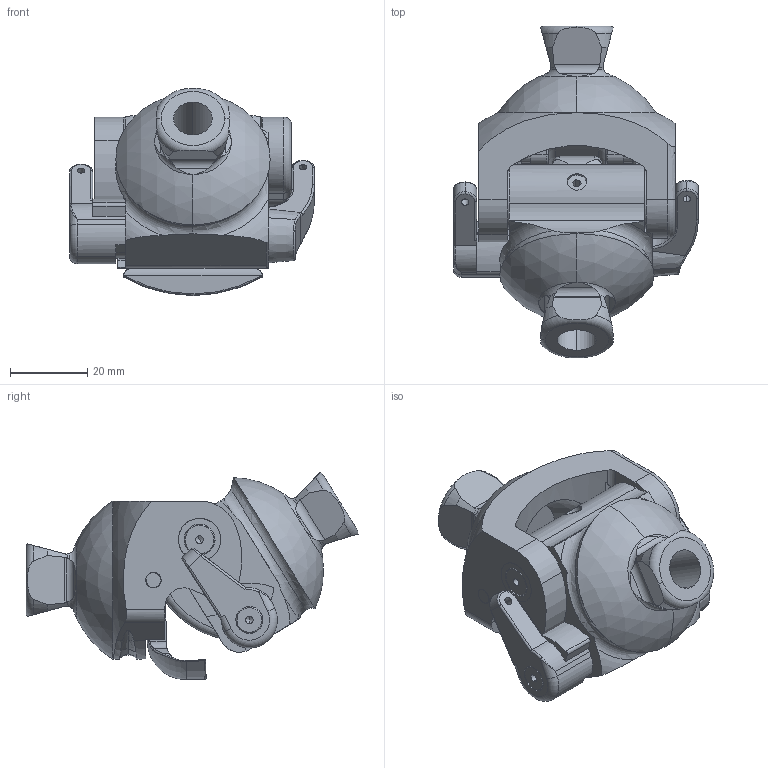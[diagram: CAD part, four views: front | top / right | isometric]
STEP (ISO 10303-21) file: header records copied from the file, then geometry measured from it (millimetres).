
FILE_DESCRIPTION (( 'STEP AP214' ), '1' );
FILE_NAME ('Prosthesis.STEP', '2025-02-18T18:06:06', ( '' ), ( '' ), 'SwSTEP 2.0', 'SolidWorks 2021', '' );
FILE_SCHEMA (( 'AUTOMOTIVE_DESIGN' ));
Length unit declared in the file: millimetre
Products named in the file (13): Top part; Copier; Washer; Flag; Lever!; Bush; Bottom part; Pin; Screw M6; Pin2; Prosthesis; Lever2; Axis
Assembly tree (15 placements, depth 2):
  Prosthesis
    Top part
    Bottom part
    Bush  x2
    Washer  x2
    Pin
    Screw M6
    Axis  x2
    Flag
    Lever!
    Lever2
    Pin2
    Copier
Bounding box: 63.5 x 86.06 x 53.7 mm (x, y, z)
Volume: 80918.4 mm3; surface area: 32742.6 mm2
Topology: 15 solids, 15 shells, 441 faces, 1098 edges, 683 vertices
Faces by surface type: cylinder 182, plane 116, torus 60, bspline 41, cone 34, sphere 8
Entity records: 16707 total; most frequent: CARTESIAN_POINT 5789, ORIENTED_EDGE 2098, DIRECTION 1933, EDGE_CURVE 1049, AXIS2_PLACEMENT_3D 795, VERTEX_POINT 659, EDGE_LOOP 458, FACE_OUTER_BOUND 421
